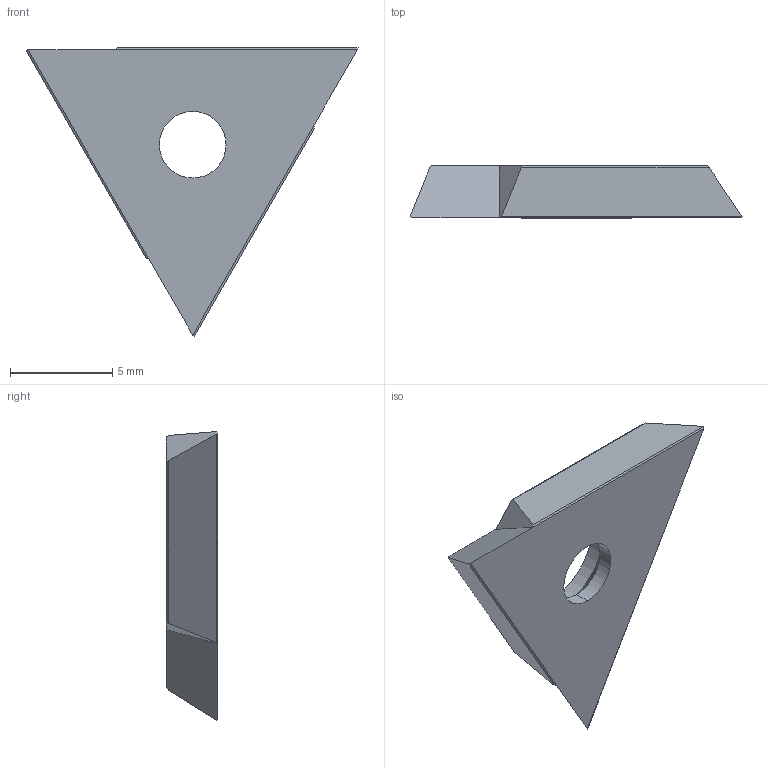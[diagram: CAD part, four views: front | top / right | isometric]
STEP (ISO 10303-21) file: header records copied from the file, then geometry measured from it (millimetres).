
FILE_DESCRIPTION (( 'STEP AP203' ), '1' );
FILE_NAME ('Insert.STEP', '2020-01-25T00:52:11', ( '' ), ( '' ), 'SwSTEP 2.0', 'SolidWorks 2019', '' );
FILE_SCHEMA (( 'CONFIG_CONTROL_DESIGN' ));
Length unit declared in the file: inch
Products named in the file (1): Insert
Bounding box: 16.27 x 2.54 x 14.15 mm (x, y, z)
Volume: 221.4 mm3; surface area: 336.5 mm2
Topology: 1 solids, 1 shells, 23 faces, 56 edges, 35 vertices
Faces by surface type: plane 17, cylinder 4, cone 2
Entity records: 745 total; most frequent: CARTESIAN_POINT 115, DIRECTION 112, ORIENTED_EDGE 112, EDGE_CURVE 56, VECTOR 48, LINE 48, VERTEX_POINT 35, AXIS2_PLACEMENT_3D 32
